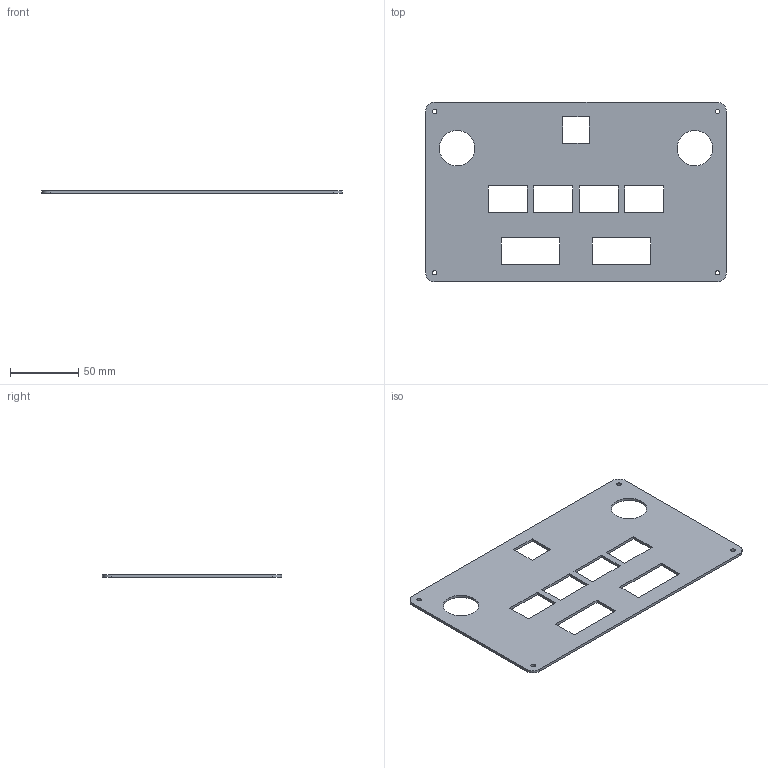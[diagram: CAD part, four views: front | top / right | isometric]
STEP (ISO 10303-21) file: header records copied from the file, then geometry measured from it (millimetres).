
FILE_DESCRIPTION(('KiCad electronic assembly'),'2;1');
FILE_NAME('Pocket-SDVX-Pico-Plate_Makoto2.step','2024-08-20T20:51:11',( 'Pcbnew'),('Kicad'),'Open CASCADE STEP processor 7.5', 'KiCad to STEP converter','Unknown');
FILE_SCHEMA(('AUTOMOTIVE_DESIGN { 1 0 10303 214 1 1 1 1 }'));
Length unit declared in the file: millimetre
Products named in the file (2): Pocket-SDVX-Pico-Plate_Makoto2 1; _autosave-Pocket-SDVX-Pico-Plate_Makoto PCB
Assembly tree (1 placements, depth 2):
  Pocket-SDVX-Pico-Plate_Makoto2 1
    _autosave-Pocket-SDVX-Pico-Plate_Makoto PCB
Bounding box: 220.94 x 131.67 x 2 mm (x, y, z)
Volume: 47412.1 mm3; surface area: 50628.5 mm2
Topology: 1 solids, 1 shells, 44 faces, 126 edges, 84 vertices
Faces by surface type: plane 34, cylinder 10
Full cylindrical faces by diameter (mm): 3.2 x4, 26.081 x1, 26.125 x1
Entity records: 3167 total; most frequent: CARTESIAN_POINT 508, DIRECTION 490, LINE 338, VECTOR 338, ORIENTED_EDGE 252, PCURVE 252, DEFINITIONAL_REPRESENTATION 252, EDGE_CURVE 126
